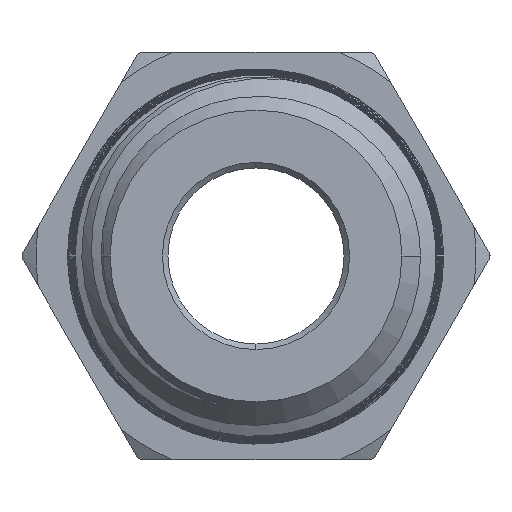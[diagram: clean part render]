
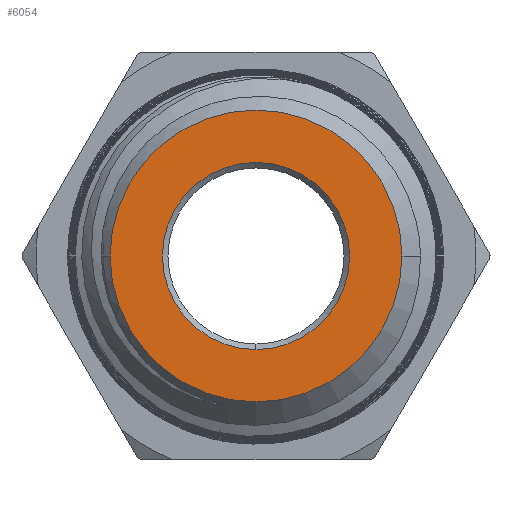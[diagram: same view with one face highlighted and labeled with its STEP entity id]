
A CAD part, left-side view. The second image highlights one B-rep face of the part: STEP entity #6054.
In plain terms, the highlighted planar face has unit normal (-1, 0, 0).
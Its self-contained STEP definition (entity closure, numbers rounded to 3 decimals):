
#1330=CARTESIAN_POINT('',(-12.7,0.,0.));
#1331=DIRECTION('',(1.,0.,0.));
#1332=DIRECTION('',(0.,-1.,0.));
#1333=AXIS2_PLACEMENT_3D('',#1330,#1331,#1332);
#1335=CARTESIAN_POINT('',(-12.7,0.,0.));
#1336=DIRECTION('',(1.,0.,0.));
#1337=DIRECTION('',(0.,1.,0.));
#1338=AXIS2_PLACEMENT_3D('',#1335,#1336,#1337);
#1340=CARTESIAN_POINT('',(-12.7,0.,0.));
#1341=DIRECTION('',(1.,0.,0.));
#1342=DIRECTION('',(0.,0.,1.));
#1343=AXIS2_PLACEMENT_3D('',#1340,#1341,#1342);
#1345=CARTESIAN_POINT('',(-12.7,0.,0.));
#1346=DIRECTION('',(1.,0.,0.));
#1347=DIRECTION('',(0.,0.,-1.));
#1348=AXIS2_PLACEMENT_3D('',#1345,#1346,#1347);
#4436=CARTESIAN_POINT('',(-12.7,-3.977,0.));
#4437=CARTESIAN_POINT('',(-12.7,3.977,0.));
#4438=VERTEX_POINT('',#4436);
#4439=VERTEX_POINT('',#4437);
#4452=CARTESIAN_POINT('',(-12.7,0.,2.55));
#4453=CARTESIAN_POINT('',(-12.7,0.,-2.55));
#4454=VERTEX_POINT('',#4452);
#4455=VERTEX_POINT('',#4453);
#6038=CARTESIAN_POINT('',(-12.7,0.,0.));
#6039=DIRECTION('',(1.,0.,0.));
#6040=DIRECTION('',(0.,-1.,0.));
#6041=AXIS2_PLACEMENT_3D('',#6038,#6039,#6040);
#6042=PLANE('',#6041);
#6044=ORIENTED_EDGE('',*,*,#6043,.T.);
#6046=ORIENTED_EDGE('',*,*,#6045,.T.);
#6047=EDGE_LOOP('',(#6044,#6046));
#6048=FACE_OUTER_BOUND('',#6047,.F.);
#6050=ORIENTED_EDGE('',*,*,#6049,.F.);
#6051=ORIENTED_EDGE('',*,*,#6028,.F.);
#6052=EDGE_LOOP('',(#6050,#6051));
#6053=FACE_BOUND('',#6052,.F.);
#1334=CIRCLE('',#1333,3.977);
#1339=CIRCLE('',#1338,3.977);
#1344=CIRCLE('',#1343,2.55);
#1349=CIRCLE('',#1348,2.55);
#6028=EDGE_CURVE('',#4455,#4454,#1349,.T.);
#6043=EDGE_CURVE('',#4438,#4439,#1334,.T.);
#6045=EDGE_CURVE('',#4439,#4438,#1339,.T.);
#6049=EDGE_CURVE('',#4454,#4455,#1344,.T.);
#6054=ADVANCED_FACE('',(#6048,#6053),#6042,.F.);
